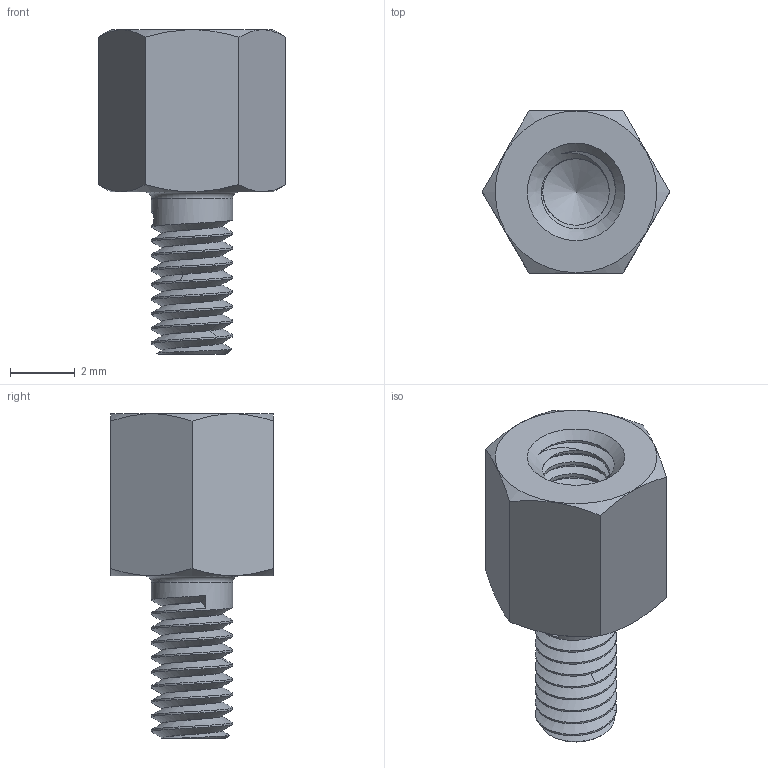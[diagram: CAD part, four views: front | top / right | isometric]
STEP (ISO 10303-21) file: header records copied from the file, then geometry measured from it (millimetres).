
FILE_DESCRIPTION(('FreeCAD Model'),'2;1');
FILE_NAME('Open CASCADE Shape Model','2023-12-27T13:54:01',('Author'),( ''),'Open CASCADE STEP processor 7.6','FreeCAD','Unknown');
FILE_SCHEMA(('AUTOMOTIVE_DESIGN { 1 0 10303 214 1 1 1 1 }'));
Length unit declared in the file: millimetre
Products named in the file (1): R25-3000502.stp
Bounding box: 5.77 x 5 x 10 mm (x, y, z)
Volume: 112 mm3; surface area: 220 mm2
Topology: 1 solids, 1 shells, 50 faces, 134 edges, 87 vertices
Faces by surface type: bspline 17, cylinder 16, plane 11, cone 5, torus 1
Full cylindrical faces by diameter (mm): 2.05 x5, 2.5 x9
Entity records: 7671 total; most frequent: CARTESIAN_POINT 6618, ORIENTED_EDGE 266, EDGE_CURVE 133, DIRECTION 131, VERTEX_POINT 87, B_SPLINE_CURVE_WITH_KNOTS 70, FACE_BOUND 52, EDGE_LOOP 52
